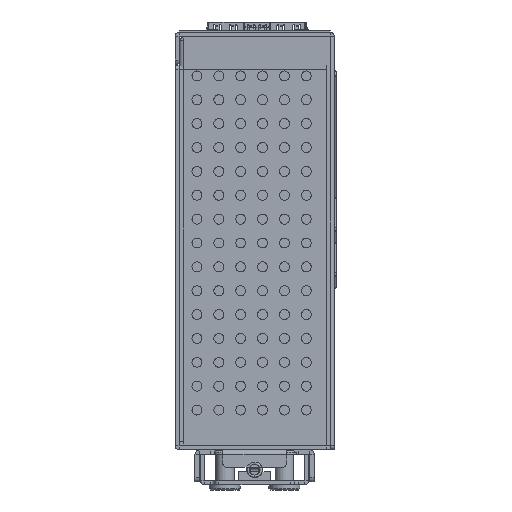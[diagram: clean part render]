
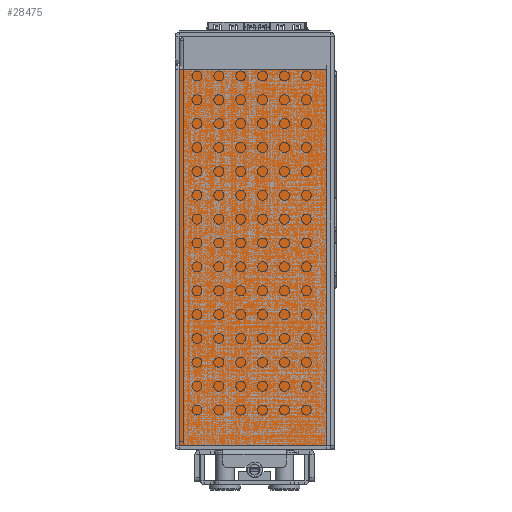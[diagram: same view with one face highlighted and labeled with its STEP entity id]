
A CAD part, front view. The second image highlights one B-rep face of the part: STEP entity #28475.
In plain terms, the highlighted planar face has unit normal (0, -1, 0).
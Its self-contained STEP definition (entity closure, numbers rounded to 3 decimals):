
#2249 = VERTEX_POINT ( 'NONE', #69055 ) ;
#6332 = LINE ( 'NONE', #111000, #75518 ) ;
#11511 = VECTOR ( 'NONE', #115842, 1000. ) ;
#16043 = ORIENTED_EDGE ( 'NONE', *, *, #95650, .F. ) ;
#16215 = CARTESIAN_POINT ( 'NONE',  ( 37., -140., 0. ) ) ;
#22818 = CARTESIAN_POINT ( 'NONE',  ( 0., -140., 0. ) ) ;
#24887 = DIRECTION ( 'NONE',  ( 0., 0., 1. ) ) ;
#25395 = CARTESIAN_POINT ( 'NONE',  ( 0., -140., 95.7 ) ) ;
#25885 = EDGE_CURVE ( 'NONE', #2249, #40421, #103495, .T. ) ;
#26565 = CARTESIAN_POINT ( 'NONE',  ( 0., -140., 1. ) ) ;
#26680 = DIRECTION ( 'NONE',  ( -1., 0., 0. ) ) ;
#28475 = ADVANCED_FACE ( 'NONE', ( #100571 ), #107392, .F. ) ;
#30945 = CARTESIAN_POINT ( 'NONE',  ( 37., -140., 0. ) ) ;
#34674 = AXIS2_PLACEMENT_3D ( 'NONE', #16215, #51345, #24887 ) ;
#35919 = ORIENTED_EDGE ( 'NONE', *, *, #119483, .T. ) ;
#37993 = ORIENTED_EDGE ( 'NONE', *, *, #25885, .T. ) ;
#38269 = VERTEX_POINT ( 'NONE', #26565 ) ;
#40421 = VERTEX_POINT ( 'NONE', #25395 ) ;
#40683 = LINE ( 'NONE', #22818, #78000 ) ;
#46006 = EDGE_LOOP ( 'NONE', ( #35919, #16043, #66798, #37993 ) ) ;
#47460 = DIRECTION ( 'NONE',  ( -1., 0., 0. ) ) ;
#51345 = DIRECTION ( 'NONE',  ( 0., 1., 0. ) ) ;
#55310 = EDGE_CURVE ( 'NONE', #2249, #58430, #78931, .T. ) ;
#58430 = VERTEX_POINT ( 'NONE', #98062 ) ;
#66798 = ORIENTED_EDGE ( 'NONE', *, *, #55310, .F. ) ;
#69055 = CARTESIAN_POINT ( 'NONE',  ( 37., -140., 95.7 ) ) ;
#75518 = VECTOR ( 'NONE', #26680, 1000. ) ;
#78000 = VECTOR ( 'NONE', #105930, 1000. ) ;
#78931 = LINE ( 'NONE', #30945, #11511 ) ;
#83823 = CARTESIAN_POINT ( 'NONE',  ( 37., -140., 95.7 ) ) ;
#95650 = EDGE_CURVE ( 'NONE', #58430, #38269, #6332, .T. ) ;
#98062 = CARTESIAN_POINT ( 'NONE',  ( 37., -140., 1. ) ) ;
#100571 = FACE_OUTER_BOUND ( 'NONE', #46006, .T. ) ;
#103495 = LINE ( 'NONE', #83823, #120681 ) ;
#105930 = DIRECTION ( 'NONE',  ( 0., 0., -1. ) ) ;
#107392 = PLANE ( 'NONE',  #34674 ) ;
#111000 = CARTESIAN_POINT ( 'NONE',  ( 37., -140., 1. ) ) ;
#115842 = DIRECTION ( 'NONE',  ( 0., 0., -1. ) ) ;
#119483 = EDGE_CURVE ( 'NONE', #40421, #38269, #40683, .T. ) ;
#120681 = VECTOR ( 'NONE', #47460, 1000. ) ;
